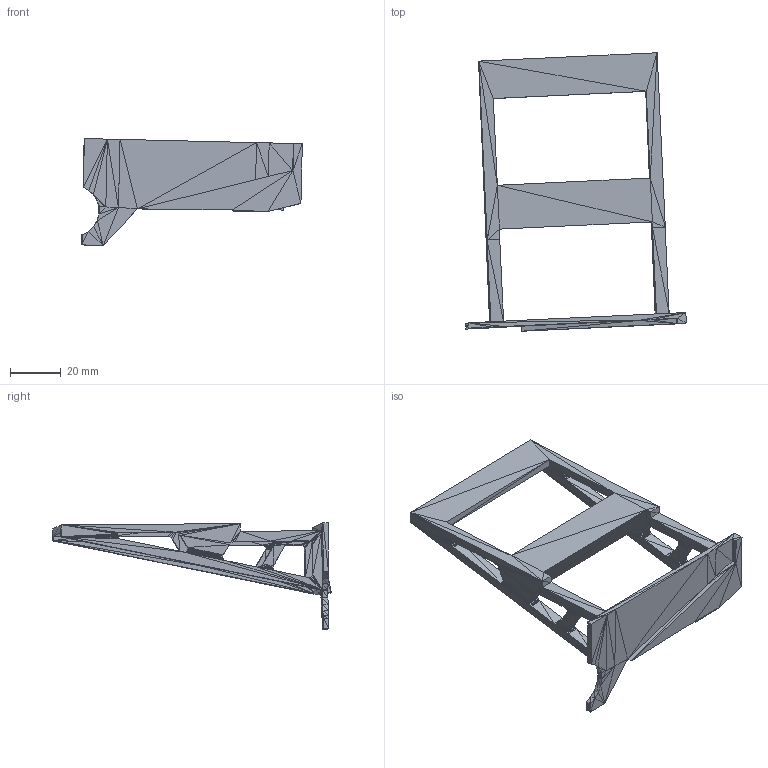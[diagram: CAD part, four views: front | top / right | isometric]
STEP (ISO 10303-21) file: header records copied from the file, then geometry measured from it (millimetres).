
FILE_DESCRIPTION(('FreeCAD Model'),'2;1');
FILE_NAME('RHS_support.step', '2014-03-27T21:31:22',('FreeCAD'),('FreeCAD'), 'Open CASCADE STEP processor 6.3','FreeCAD','Unknown');
FILE_SCHEMA(('AUTOMOTIVE_DESIGN_CC2 { 1 2 10303 214 -1 1 5 4 }'));
Length unit declared in the file: millimetre
Products named in the file (1): RHS_Bes_Support001
Bounding box: 87 x 109.8 x 42.15 mm (x, y, z)
Surface area: 18389.4 mm2 (no closed solid volume)
Topology: 0 solids, 1 shells, 784 faces, 1176 edges, 378 vertices
Faces by surface type: plane 784
Entity records: 30577 total; most frequent: DIRECTION 5098, CARTESIAN_POINT 4691, LINE 3528, VECTOR 3528, ORIENTED_EDGE 2352, PCURVE 2352, DEFINITIONAL_REPRESENTATION 2352, EDGE_CURVE 1176
